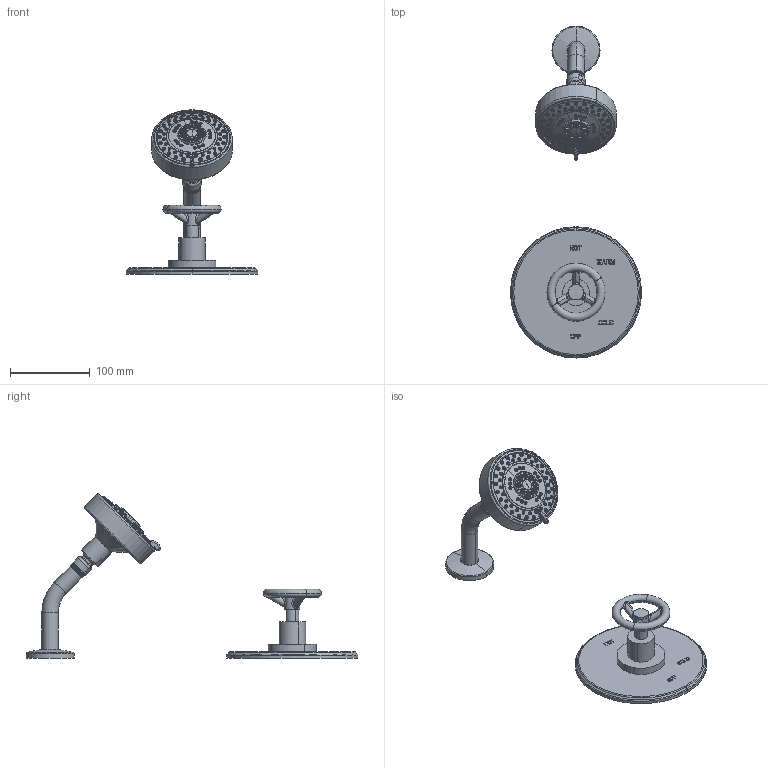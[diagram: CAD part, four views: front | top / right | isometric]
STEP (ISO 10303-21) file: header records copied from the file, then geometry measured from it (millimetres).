
FILE_DESCRIPTION((''),'2;1');
FILE_NAME('3-2924BP','2021-06-01T11:21:06',('jinson.thomas'),(''),'CREO PARAMETRIC BY PTC INC, 2018400','CREO PARAMETRIC BY PTC INC, 2018400','');
FILE_SCHEMA(('CONFIG_CONTROL_DESIGN'));
Length unit declared in the file: inch
Products named in the file (1): 3-2924BP
Bounding box: 165.1 x 417.58 x 206.74 mm (x, y, z)
Volume: 583063.9 mm3; surface area: 108012.2 mm2
Topology: 2 solids, 2 shells, 1421 faces, 3239 edges, 1990 vertices
Faces by surface type: plane 465, torus 331, cone 298, cylinder 207, bspline 114, sphere 6
Entity records: 59544 total; most frequent: CARTESIAN_POINT 28291, ORIENTED_EDGE 6474, DIRECTION 6347, EDGE_CURVE 3237, AXIS2_PLACEMENT_3D 2419, VERTEX_POINT 1990, EDGE_LOOP 1613, VECTOR 1509
